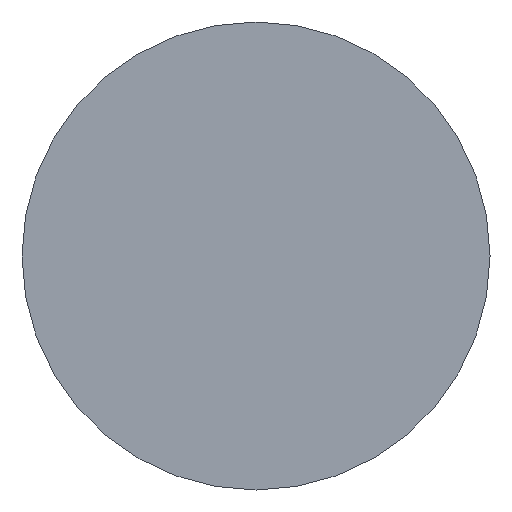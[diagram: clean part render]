
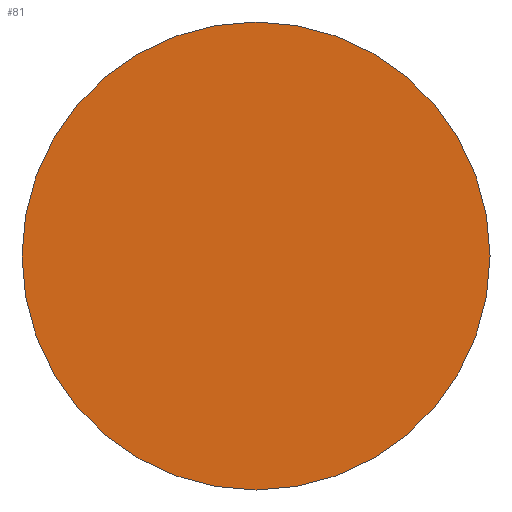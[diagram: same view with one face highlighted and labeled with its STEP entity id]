
A CAD part, front view. The second image highlights one B-rep face of the part: STEP entity #81.
In plain terms, the highlighted planar face has unit normal (0, -1, 0).
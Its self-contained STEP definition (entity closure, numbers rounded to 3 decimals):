
#11 = CARTESIAN_POINT ( 'NONE',  ( 0., 0., 0. ) ) ;
#27 = DIRECTION ( 'NONE',  ( 0., 0., -1. ) ) ;
#30 = CARTESIAN_POINT ( 'NONE',  ( 0., 0., 5. ) ) ;
#39 = VERTEX_POINT ( 'NONE', #199 ) ;
#40 = CARTESIAN_POINT ( 'NONE',  ( 0., 0., 0. ) ) ;
#53 = CARTESIAN_POINT ( 'NONE',  ( 0., 0., 0. ) ) ;
#77 = DIRECTION ( 'NONE',  ( 0., -1., 0. ) ) ;
#81 = ADVANCED_FACE ( 'NONE', ( #155 ), #247, .T. ) ;
#90 = DIRECTION ( 'NONE',  ( 0., -1., 0. ) ) ;
#98 = EDGE_CURVE ( 'NONE', #116, #39, #188, .T. ) ;
#108 = AXIS2_PLACEMENT_3D ( 'NONE', #53, #159, #117 ) ;
#116 = VERTEX_POINT ( 'NONE', #30 ) ;
#117 = DIRECTION ( 'NONE',  ( 0., 0., -1. ) ) ;
#123 = EDGE_LOOP ( 'NONE', ( #235, #130 ) ) ;
#130 = ORIENTED_EDGE ( 'NONE', *, *, #98, .T. ) ;
#155 = FACE_OUTER_BOUND ( 'NONE', #123, .T. ) ;
#159 = DIRECTION ( 'NONE',  ( 0., -1., 0. ) ) ;
#169 = AXIS2_PLACEMENT_3D ( 'NONE', #40, #77, #246 ) ;
#174 = CIRCLE ( 'NONE', #169, 5. ) ;
#188 = CIRCLE ( 'NONE', #252, 5. ) ;
#199 = CARTESIAN_POINT ( 'NONE',  ( 0., 0., -5. ) ) ;
#235 = ORIENTED_EDGE ( 'NONE', *, *, #271, .T. ) ;
#246 = DIRECTION ( 'NONE',  ( 0., 0., -1. ) ) ;
#247 = PLANE ( 'NONE',  #108 ) ;
#252 = AXIS2_PLACEMENT_3D ( 'NONE', #11, #90, #27 ) ;
#271 = EDGE_CURVE ( 'NONE', #39, #116, #174, .T. ) ;
